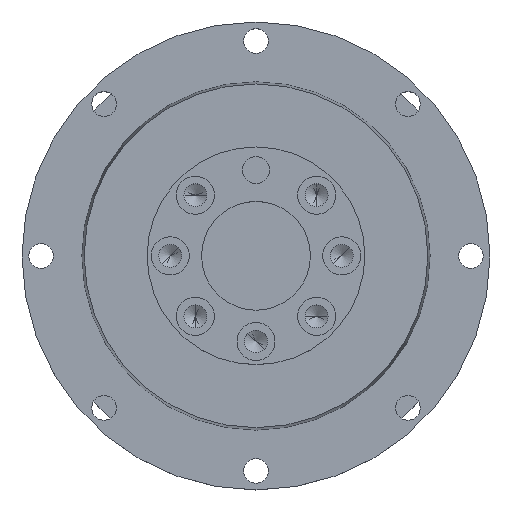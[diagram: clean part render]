
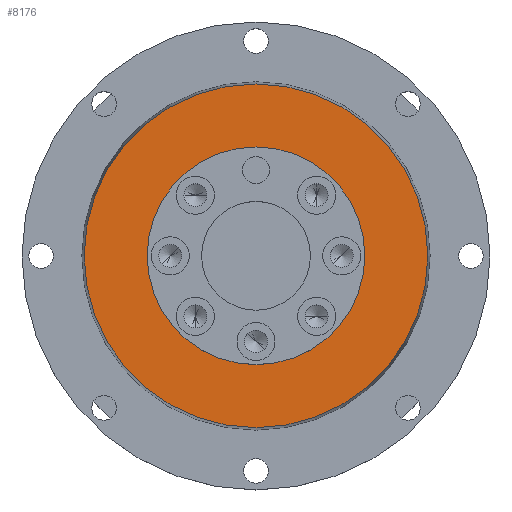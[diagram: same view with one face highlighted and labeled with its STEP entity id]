
A CAD part, top view. The second image highlights one B-rep face of the part: STEP entity #8176.
In plain terms, the highlighted planar face has unit normal (0, 0, 1).
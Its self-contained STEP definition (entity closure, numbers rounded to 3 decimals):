
#51 = EDGE_CURVE ( 'NONE', #2658, #3866, #4734, .T. ) ;
#184 = FACE_OUTER_BOUND ( 'NONE', #2156, .T. ) ;
#228 = VERTEX_POINT ( 'NONE', #5107 ) ;
#278 = AXIS2_PLACEMENT_3D ( 'NONE', #6798, #2345, #7512 ) ;
#496 = CARTESIAN_POINT ( 'NONE',  ( 31.585, 0., 36.5 ) ) ;
#793 = CIRCLE ( 'NONE', #5563, 20. ) ;
#2007 = DIRECTION ( 'NONE',  ( 1., 0., 0. ) ) ;
#2037 = DIRECTION ( 'NONE',  ( 0., 0., 1. ) ) ;
#2077 = CARTESIAN_POINT ( 'NONE',  ( 0., 0., 36.5 ) ) ;
#2156 = EDGE_LOOP ( 'NONE', ( #3224, #6363 ) ) ;
#2345 = DIRECTION ( 'NONE',  ( 0., 0., 1. ) ) ;
#2438 = EDGE_CURVE ( 'NONE', #3866, #2658, #8813, .T. ) ;
#2556 = DIRECTION ( 'NONE',  ( -1., 0., 0. ) ) ;
#2658 = VERTEX_POINT ( 'NONE', #496 ) ;
#3224 = ORIENTED_EDGE ( 'NONE', *, *, #2438, .T. ) ;
#3280 = CARTESIAN_POINT ( 'NONE',  ( 0., 31.585, 36.5 ) ) ;
#3301 = CARTESIAN_POINT ( 'NONE',  ( 0., 0., 36.5 ) ) ;
#3709 = EDGE_CURVE ( 'NONE', #3956, #228, #5862, .T. ) ;
#3866 = VERTEX_POINT ( 'NONE', #4055 ) ;
#3956 = VERTEX_POINT ( 'NONE', #8484 ) ;
#4055 = CARTESIAN_POINT ( 'NONE',  ( -31.585, 0., 36.5 ) ) ;
#4058 = DIRECTION ( 'NONE',  ( 1., 0., 0. ) ) ;
#4380 = AXIS2_PLACEMENT_3D ( 'NONE', #7400, #7457, #7888 ) ;
#4512 = EDGE_LOOP ( 'NONE', ( #7952, #6695 ) ) ;
#4734 = CIRCLE ( 'NONE', #7884, 31.585 ) ;
#5107 = CARTESIAN_POINT ( 'NONE',  ( -20., 0., 36.5 ) ) ;
#5380 = AXIS2_PLACEMENT_3D ( 'NONE', #3280, #6983, #2556 ) ;
#5563 = AXIS2_PLACEMENT_3D ( 'NONE', #3301, #8427, #4058 ) ;
#5862 = CIRCLE ( 'NONE', #278, 20. ) ;
#5898 = FACE_BOUND ( 'NONE', #4512, .T. ) ;
#6363 = ORIENTED_EDGE ( 'NONE', *, *, #51, .T. ) ;
#6695 = ORIENTED_EDGE ( 'NONE', *, *, #6796, .F. ) ;
#6796 = EDGE_CURVE ( 'NONE', #228, #3956, #793, .T. ) ;
#6798 = CARTESIAN_POINT ( 'NONE',  ( 0., 0., 36.5 ) ) ;
#6983 = DIRECTION ( 'NONE',  ( 0., 0., -1. ) ) ;
#7400 = CARTESIAN_POINT ( 'NONE',  ( 0., 0., 36.5 ) ) ;
#7457 = DIRECTION ( 'NONE',  ( 0., 0., 1. ) ) ;
#7512 = DIRECTION ( 'NONE',  ( 1., 0., 0. ) ) ;
#7884 = AXIS2_PLACEMENT_3D ( 'NONE', #2077, #2037, #2007 ) ;
#7888 = DIRECTION ( 'NONE',  ( 1., 0., 0. ) ) ;
#7952 = ORIENTED_EDGE ( 'NONE', *, *, #3709, .F. ) ;
#8176 = ADVANCED_FACE ( 'NONE', ( #5898, #184 ), #9152, .F. ) ;
#8427 = DIRECTION ( 'NONE',  ( 0., 0., 1. ) ) ;
#8484 = CARTESIAN_POINT ( 'NONE',  ( 20., 0., 36.5 ) ) ;
#8813 = CIRCLE ( 'NONE', #4380, 31.585 ) ;
#9152 = PLANE ( 'NONE',  #5380 ) ;
